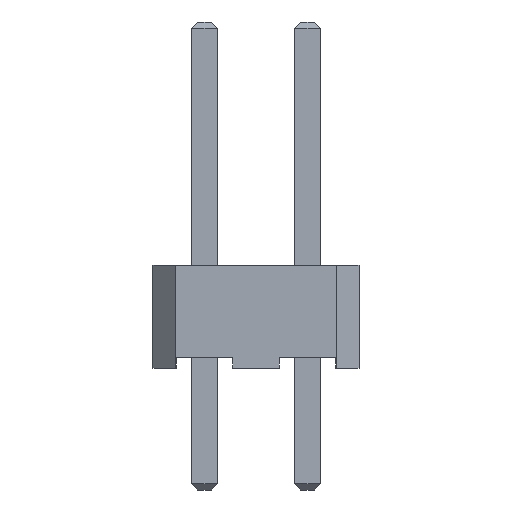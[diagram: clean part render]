
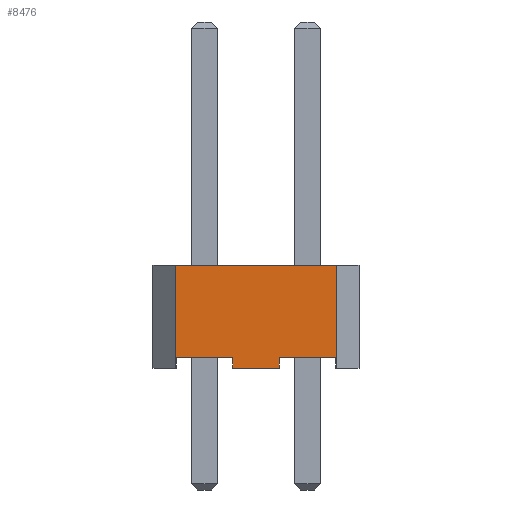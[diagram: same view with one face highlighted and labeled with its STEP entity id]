
A CAD part, left-side view. The second image highlights one B-rep face of the part: STEP entity #8476.
In plain terms, the highlighted planar face has unit normal (-1, 0, 0).
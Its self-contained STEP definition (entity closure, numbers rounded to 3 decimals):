
#490=FACE_OUTER_BOUND('',#1014,.T.);
#1014=EDGE_LOOP('',(#7081,#7082,#7083,#7084,#7085,#7086,#7087,#7088,#7089,
#7090,#7091,#7092));
#1756=LINE('',#12666,#2902);
#1759=LINE('',#12671,#2905);
#1806=LINE('',#12765,#2952);
#1855=LINE('',#12864,#3001);
#1904=LINE('',#12962,#3050);
#1907=LINE('',#12967,#3053);
#1908=LINE('',#12969,#3054);
#1910=LINE('',#12974,#3056);
#1957=LINE('',#13067,#3103);
#1958=LINE('',#13069,#3104);
#2047=LINE('',#13247,#3193);
#2048=LINE('',#13249,#3194);
#2902=VECTOR('',#10412,10.);
#2905=VECTOR('',#10417,10.);
#2952=VECTOR('',#10466,10.);
#3001=VECTOR('',#10519,10.);
#3050=VECTOR('',#10572,10.);
#3053=VECTOR('',#10577,10.);
#3054=VECTOR('',#10580,10.);
#3056=VECTOR('',#10584,10.);
#3103=VECTOR('',#10633,10.);
#3104=VECTOR('',#10636,10.);
#3193=VECTOR('',#10903,10.);
#3194=VECTOR('',#10906,10.);
#3783=VERTEX_POINT('',#12663);
#3784=VERTEX_POINT('',#12665);
#3785=VERTEX_POINT('',#12669);
#3831=VERTEX_POINT('',#12763);
#3878=VERTEX_POINT('',#12861);
#3879=VERTEX_POINT('',#12863);
#3925=VERTEX_POINT('',#12959);
#3926=VERTEX_POINT('',#12961);
#3927=VERTEX_POINT('',#12965);
#3928=VERTEX_POINT('',#12971);
#3929=VERTEX_POINT('',#12973);
#3974=VERTEX_POINT('',#13065);
#4732=EDGE_CURVE('',#3784,#3783,#1756,.T.);
#4735=EDGE_CURVE('',#3785,#3783,#1759,.T.);
#4782=EDGE_CURVE('',#3831,#3785,#1806,.T.);
#4831=EDGE_CURVE('',#3878,#3879,#1855,.T.);
#4880=EDGE_CURVE('',#3925,#3926,#1904,.T.);
#4883=EDGE_CURVE('',#3927,#3925,#1907,.T.);
#4884=EDGE_CURVE('',#3784,#3927,#1908,.T.);
#4886=EDGE_CURVE('',#3928,#3929,#1910,.T.);
#4933=EDGE_CURVE('',#3974,#3928,#1957,.T.);
#4934=EDGE_CURVE('',#3974,#3926,#1958,.T.);
#5023=EDGE_CURVE('',#3879,#3831,#2047,.T.);
#5024=EDGE_CURVE('',#3929,#3878,#2048,.T.);
#7081=ORIENTED_EDGE('',*,*,#4831,.F.);
#7082=ORIENTED_EDGE('',*,*,#5024,.F.);
#7083=ORIENTED_EDGE('',*,*,#4886,.F.);
#7084=ORIENTED_EDGE('',*,*,#4933,.F.);
#7085=ORIENTED_EDGE('',*,*,#4934,.T.);
#7086=ORIENTED_EDGE('',*,*,#4880,.F.);
#7087=ORIENTED_EDGE('',*,*,#4883,.F.);
#7088=ORIENTED_EDGE('',*,*,#4884,.F.);
#7089=ORIENTED_EDGE('',*,*,#4732,.T.);
#7090=ORIENTED_EDGE('',*,*,#4735,.F.);
#7091=ORIENTED_EDGE('',*,*,#4782,.F.);
#7092=ORIENTED_EDGE('',*,*,#5023,.F.);
#7952=PLANE('',#9045);
#8476=ADVANCED_FACE('',(#490),#7952,.T.);
#9045=AXIS2_PLACEMENT_3D('',#13250,#10907,#10908);
#10412=DIRECTION('',(0.,-1.,0.));
#10417=DIRECTION('',(0.,0.,1.));
#10466=DIRECTION('',(0.,1.,0.));
#10519=DIRECTION('',(0.,-1.,0.));
#10572=DIRECTION('',(0.,0.,1.));
#10577=DIRECTION('',(0.,1.,0.));
#10580=DIRECTION('',(0.,0.,-1.));
#10584=DIRECTION('',(0.,1.,0.));
#10633=DIRECTION('',(0.,0.,-1.));
#10636=DIRECTION('',(0.,-1.,0.));
#10903=DIRECTION('',(0.,0.,-1.));
#10906=DIRECTION('',(0.,0.,1.));
#10907=DIRECTION('center_axis',(-1.,0.,0.));
#10908=DIRECTION('ref_axis',(0.,-1.,0.));
#12663=CARTESIAN_POINT('',(-19.05,-1.97,0.32));
#12665=CARTESIAN_POINT('',(-19.05,-0.57,0.32));
#12666=CARTESIAN_POINT('',(-19.05,-1.135,0.32));
#12669=CARTESIAN_POINT('',(-19.05,-1.97,0.05));
#12671=CARTESIAN_POINT('',(-19.05,-1.97,1.32));
#12763=CARTESIAN_POINT('',(-19.05,-1.987,0.05));
#12765=CARTESIAN_POINT('',(-19.05,-1.159,0.05));
#12861=CARTESIAN_POINT('',(-19.05,1.987,2.59));
#12863=CARTESIAN_POINT('',(-19.05,-1.987,2.59));
#12864=CARTESIAN_POINT('',(-19.05,0.,2.59));
#12959=CARTESIAN_POINT('',(-19.05,0.57,0.05));
#12961=CARTESIAN_POINT('',(-19.05,0.57,0.32));
#12962=CARTESIAN_POINT('',(-19.05,0.57,1.32));
#12965=CARTESIAN_POINT('',(-19.05,-0.57,0.05));
#12967=CARTESIAN_POINT('',(-19.05,-0.817,0.05));
#12969=CARTESIAN_POINT('',(-19.05,-0.57,1.455));
#12971=CARTESIAN_POINT('',(-19.05,1.97,0.05));
#12973=CARTESIAN_POINT('',(-19.05,1.987,0.05));
#12974=CARTESIAN_POINT('',(-19.05,1.723,0.05));
#13065=CARTESIAN_POINT('',(-19.05,1.97,0.32));
#13067=CARTESIAN_POINT('',(-19.05,1.97,1.455));
#13069=CARTESIAN_POINT('',(-19.05,1.405,0.32));
#13247=CARTESIAN_POINT('',(-19.05,-1.987,0.05));
#13249=CARTESIAN_POINT('',(-19.05,1.987,0.05));
#13250=CARTESIAN_POINT('Origin',(-19.05,0.,0.05));
